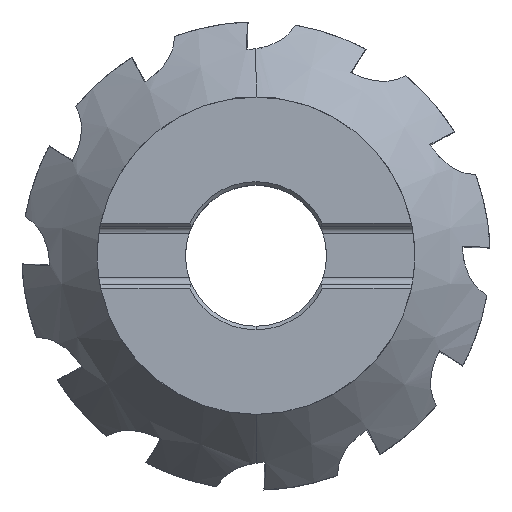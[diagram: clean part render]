
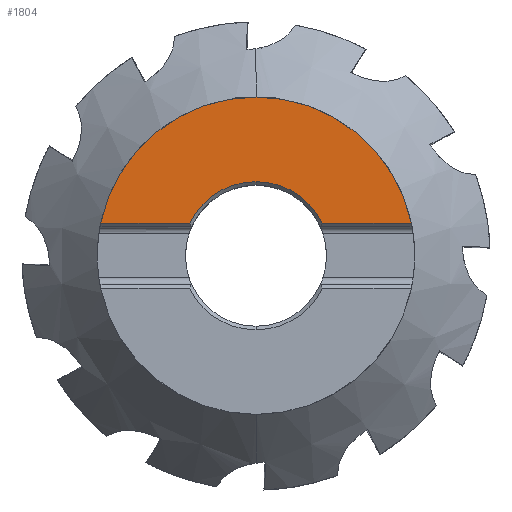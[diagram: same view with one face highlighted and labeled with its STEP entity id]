
A CAD part, top view. The second image highlights one B-rep face of the part: STEP entity #1804.
In plain terms, the highlighted planar face has unit normal (0, 0, 1).
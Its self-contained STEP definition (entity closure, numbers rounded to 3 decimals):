
#1522=VERTEX_POINT('',#4044);
#1566=EDGE_CURVE('',#3726,#3498,#4094,.T.);
#1778=EDGE_CURVE('',#1522,#2232,#4332,.T.);
#1804=ADVANCED_FACE('',(#4361),#4362,.T.);
#1828=EDGE_CURVE('',#3254,#3498,#4388,.T.);
#1868=VERTEX_POINT('',#4431);
#1930=EDGE_CURVE('',#1522,#3726,#4503,.T.);
#2232=VERTEX_POINT('',#4836);
#2240=EDGE_CURVE('',#1868,#3254,#4844,.T.);
#2968=EDGE_CURVE('',#2232,#1868,#5621,.T.);
#3254=VERTEX_POINT('',#5935);
#3498=VERTEX_POINT('',#6198);
#3726=VERTEX_POINT('',#6445);
#4044=CARTESIAN_POINT('',(-44.05,9.2,0.0));
#4094=CIRCLE('',#7095,45.0);
#4332=LINE('',#7526,#7527);
#4361=FACE_OUTER_BOUND('',#7583,.T.);
#4362=PLANE('',#7584);
#4388=LINE('',#7636,#7637);
#4431=CARTESIAN_POINT('',(0.,21.0,0.0));
#4503=CIRCLE('',#7981,45.0);
#4836=CARTESIAN_POINT('',(-18.877,9.2,0.));
#4844=CIRCLE('',#8575,21.0);
#5621=CIRCLE('',#10209,21.0);
#5935=CARTESIAN_POINT('',(18.877,9.2,0.));
#6198=CARTESIAN_POINT('',(44.05,9.2,0.0));
#6445=CARTESIAN_POINT('',(0.,45.0,0.0));
#7095=AXIS2_PLACEMENT_3D('',#12351,#12352,#12353);
#7526=CARTESIAN_POINT('',(22.5,9.2,0.0));
#7527=VECTOR('',#12695,1.0);
#7583=EDGE_LOOP('',(#12732,#12733,#12734,#12735,#12736,#12737));
#7584=AXIS2_PLACEMENT_3D('',#12738,#12739,#12740);
#7636=CARTESIAN_POINT('',(22.5,9.2,0.0));
#7637=VECTOR('',#12767,1.0);
#7981=AXIS2_PLACEMENT_3D('',#12922,#12923,#12924);
#8575=AXIS2_PLACEMENT_3D('',#13329,#13330,#13331);
#10209=AXIS2_PLACEMENT_3D('',#14052,#14053,#14054);
#12351=CARTESIAN_POINT('',(0.0,0.0,0.0));
#12352=DIRECTION('',(0.0,0.0,-1.0));
#12353=DIRECTION('',(0.0,1.0,0.0));
#12695=DIRECTION('',(1.0,0.0,0.0));
#12732=ORIENTED_EDGE('',*,*,#1778,.T.);
#12733=ORIENTED_EDGE('',*,*,#2968,.T.);
#12734=ORIENTED_EDGE('',*,*,#2240,.T.);
#12735=ORIENTED_EDGE('',*,*,#1828,.T.);
#12736=ORIENTED_EDGE('',*,*,#1566,.F.);
#12737=ORIENTED_EDGE('',*,*,#1930,.F.);
#12738=CARTESIAN_POINT('',(0.0,22.5,0.0));
#12739=DIRECTION('',(-0.0,0.0,1.0));
#12740=DIRECTION('',(0.0,-1.0,0.0));
#12767=DIRECTION('',(1.0,0.0,0.0));
#12922=CARTESIAN_POINT('',(0.0,0.0,0.0));
#12923=DIRECTION('',(0.0,0.0,-1.0));
#12924=DIRECTION('',(0.0,1.0,0.0));
#13329=CARTESIAN_POINT('',(0.0,0.0,0.0));
#13330=DIRECTION('',(-0.0,0.0,-1.0));
#13331=DIRECTION('',(0.0,1.0,0.0));
#14052=CARTESIAN_POINT('',(0.0,0.0,0.0));
#14053=DIRECTION('',(-0.0,0.0,-1.0));
#14054=DIRECTION('',(0.0,1.0,0.0));
